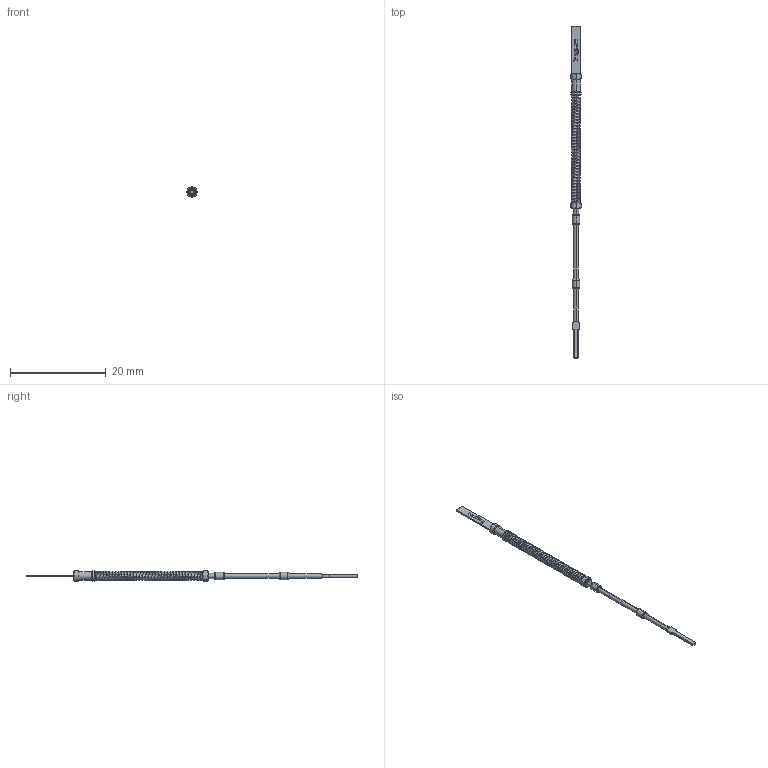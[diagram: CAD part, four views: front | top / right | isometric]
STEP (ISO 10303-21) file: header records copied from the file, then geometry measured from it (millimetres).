
FILE_DESCRIPTION (( 'STEP AP203' ), '1' );
FILE_NAME ('INGUN_VF25-229_193_A_100.STEP', '2022-02-22T13:10:32', ( 'ochi' ), ( '' ), 'SwSTEP 2.0', 'SolidWorks 2018', '' );
FILE_SCHEMA (( 'CONFIG_CONTROL_DESIGN' ));
Length unit declared in the file: millimetre
Products named in the file (1): INGUN_VF25-229_193_A_100
Bounding box: 2.2 x 69.5 x 2.2 mm (x, y, z)
Volume: 94.4 mm3; surface area: 500.1 mm2
Topology: 1 solids, 1 shells, 149 faces, 368 edges, 235 vertices
Faces by surface type: plane 72, cylinder 31, bspline 24, cone 12, torus 10
Entity records: 11899 total; most frequent: CARTESIAN_POINT 8479, ORIENTED_EDGE 736, DIRECTION 617, EDGE_CURVE 368, VERTEX_POINT 235, AXIS2_PLACEMENT_3D 223, LINE 171, VECTOR 171
